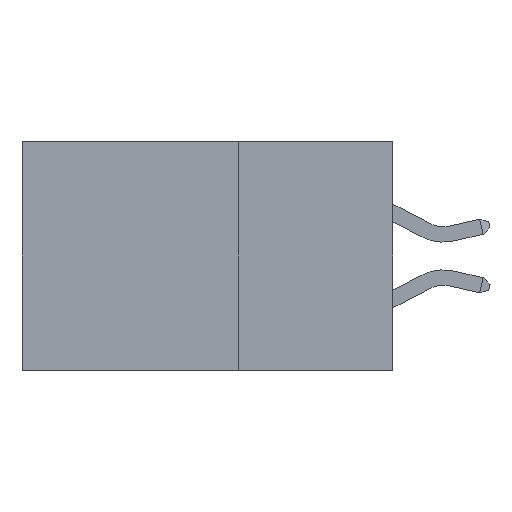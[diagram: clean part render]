
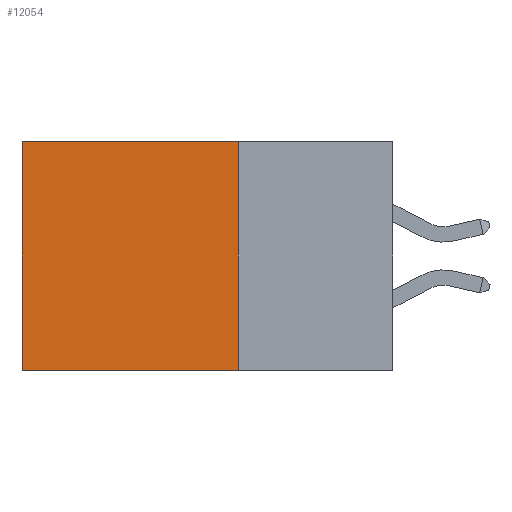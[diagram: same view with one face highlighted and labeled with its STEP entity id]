
A CAD part, left-side view. The second image highlights one B-rep face of the part: STEP entity #12054.
In plain terms, the highlighted planar face has unit normal (-1, 0, 0).
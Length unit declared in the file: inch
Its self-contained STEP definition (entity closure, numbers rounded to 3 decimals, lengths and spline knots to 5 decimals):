
#731 = CARTESIAN_POINT ( 'NONE',  ( 0.2875, 0.6, 0. ) ) ;
#838 = PLANE ( 'NONE',  #3983 ) ;
#1392 = CARTESIAN_POINT ( 'NONE',  ( 0.2875, 0.25, 0. ) ) ;
#1578 = CARTESIAN_POINT ( 'NONE',  ( 0.2875, 0.25, -0.37 ) ) ;
#1710 = LINE ( 'NONE', #1392, #8836 ) ;
#1723 = ORIENTED_EDGE ( 'NONE', *, *, #5198, .F. ) ;
#2107 = ORIENTED_EDGE ( 'NONE', *, *, #2832, .F. ) ;
#2136 = EDGE_LOOP ( 'NONE', ( #8870, #1723, #2107, #8259 ) ) ;
#2177 = LINE ( 'NONE', #5781, #5737 ) ;
#2673 = VERTEX_POINT ( 'NONE', #731 ) ;
#2750 = CARTESIAN_POINT ( 'NONE',  ( 0.2875, 0.25, 0. ) ) ;
#2832 = EDGE_CURVE ( 'NONE', #14486, #3824, #2177, .T. ) ;
#3824 = VERTEX_POINT ( 'NONE', #4950 ) ;
#3885 = DIRECTION ( 'NONE',  ( 0., 1., 0. ) ) ;
#3957 = FACE_OUTER_BOUND ( 'NONE', #2136, .T. ) ;
#3983 = AXIS2_PLACEMENT_3D ( 'NONE', #8086, #8190, #11676 ) ;
#4950 = CARTESIAN_POINT ( 'NONE',  ( 0.2875, 0.25, -0.37 ) ) ;
#5198 = EDGE_CURVE ( 'NONE', #3824, #10122, #8755, .T. ) ;
#5338 = VECTOR ( 'NONE', #11608, 39.37008 ) ;
#5533 = VECTOR ( 'NONE', #3885, 39.37008 ) ;
#5672 = DIRECTION ( 'NONE',  ( 0., 0., -1. ) ) ;
#5737 = VECTOR ( 'NONE', #5672, 39.37008 ) ;
#5781 = CARTESIAN_POINT ( 'NONE',  ( 0.2875, 0.25, 0. ) ) ;
#6199 = DIRECTION ( 'NONE',  ( 0., 1., 0. ) ) ;
#7143 = CARTESIAN_POINT ( 'NONE',  ( 0.2875, 0.6, -0.37 ) ) ;
#8086 = CARTESIAN_POINT ( 'NONE',  ( 0.2875, 0.25, 0. ) ) ;
#8190 = DIRECTION ( 'NONE',  ( 1., 0., 0. ) ) ;
#8259 = ORIENTED_EDGE ( 'NONE', *, *, #13038, .T. ) ;
#8755 = LINE ( 'NONE', #1578, #5533 ) ;
#8836 = VECTOR ( 'NONE', #6199, 39.37008 ) ;
#8870 = ORIENTED_EDGE ( 'NONE', *, *, #11992, .T. ) ;
#10122 = VERTEX_POINT ( 'NONE', #7143 ) ;
#11608 = DIRECTION ( 'NONE',  ( 0., 0., -1. ) ) ;
#11676 = DIRECTION ( 'NONE',  ( 0., 0., -1. ) ) ;
#11708 = LINE ( 'NONE', #15338, #5338 ) ;
#11992 = EDGE_CURVE ( 'NONE', #2673, #10122, #11708, .T. ) ;
#12054 = ADVANCED_FACE ( 'NONE', ( #3957 ), #838, .F. ) ;
#13038 = EDGE_CURVE ( 'NONE', #14486, #2673, #1710, .T. ) ;
#14486 = VERTEX_POINT ( 'NONE', #2750 ) ;
#15338 = CARTESIAN_POINT ( 'NONE',  ( 0.2875, 0.6, 0. ) ) ;
